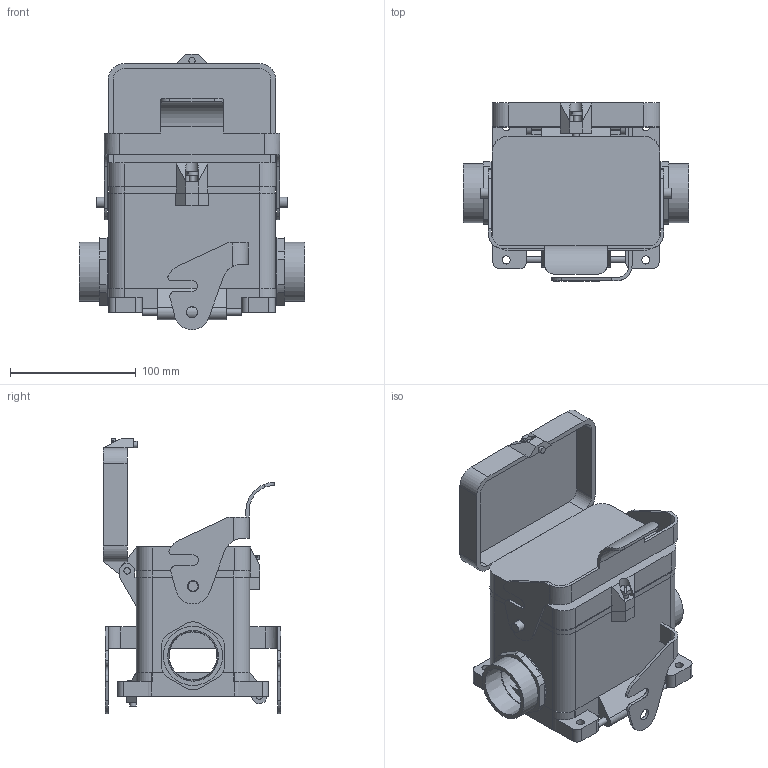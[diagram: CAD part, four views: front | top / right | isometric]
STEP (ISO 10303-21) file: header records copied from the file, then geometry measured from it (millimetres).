
FILE_DESCRIPTION( ( 'Unknown' ), '1' );
FILE_NAME( 'H_A_64_SDRL_NPT_114_ASM.stp', 'Unknown', ( 'Unknown' ), ( 'Unknown' ), 'PSStep 11.0', 'Unknown', ' ' );
FILE_SCHEMA( ( 'AUTOMOTIVE_DESIGN { 1 0 10303 214 1 1 1 1 }' ) );
Length unit declared in the file: millimetre
Products named in the file (4): Assem1; H_A_64_SGRL_NPT_114; H_A_64_LEVER; H_A_64_COVER
Bounding box: 179 x 141.15 x 218.89 mm (x, y, z)
Volume: 883625.5 mm3; surface area: 420280.6 mm2
Topology: 7 solids, 7 shells, 730 faces, 2008 edges, 1321 vertices
Faces by surface type: plane 487, cylinder 239, cone 4
Full cylindrical faces by diameter (mm): 2.459 x32, 4.134 x2, 4.4 x3, 5 x9, 5.1 x4, 6.5 x8, 8 x4, 9 x7, 38 x4, 39.136 x4, 47 x4, 50 x4
Entity records: 13483 total; most frequent: CARTESIAN_POINT 1967, DIRECTION 1806, ORIENTED_EDGE 1762, EDGE_CURVE 881, LINE 630, VECTOR 630, VERTEX_POINT 601, AXIS2_PLACEMENT_3D 588
